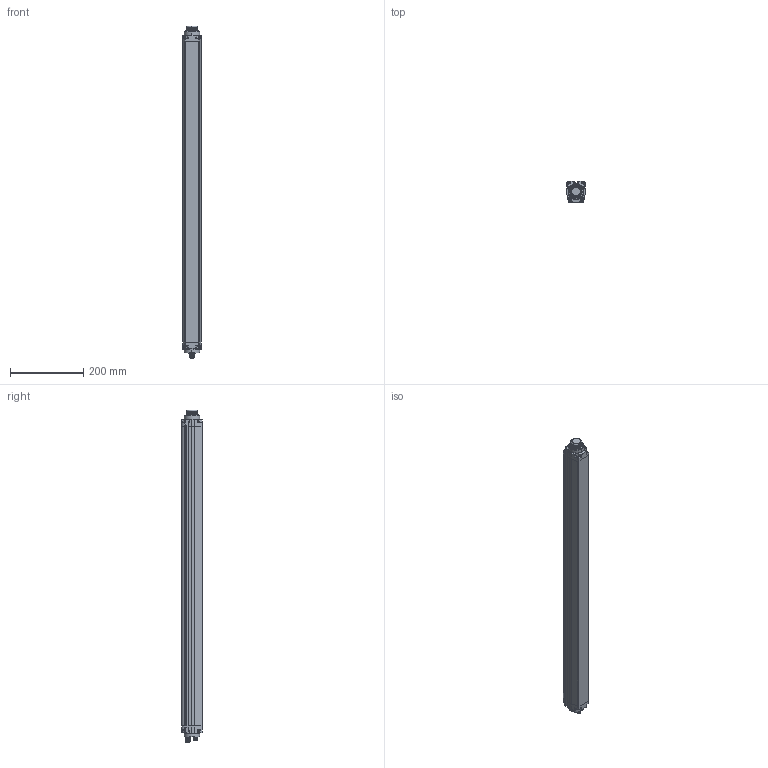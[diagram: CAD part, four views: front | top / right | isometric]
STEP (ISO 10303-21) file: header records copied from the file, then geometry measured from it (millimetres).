
FILE_DESCRIPTION((''),'2;1');
FILE_NAME('204804_ASM','2018-02-21T',('pdmadmin'),('BANNER ENGINEERING'),'CREO PARAMETRIC BY PTC INC, 2016260','CREO PARAMETRIC BY PTC INC, 2016260','');
FILE_SCHEMA(('CONFIG_CONTROL_DESIGN'));
Length unit declared in the file: inch
Products named in the file (21): DATALOGIC_HOUSING_3_400; SGSMA_COVER_2; 41089; 129247_AF35; 129248_AF31; 129249_AF31; 129250_AF31; 129251_AF31; 133481_ASM; 62334; SGS_HEX; SGS_QD_HEX_ASM; 62333; SGSM_Q_RING; SGS_QD_ASM; SGSMA_COVER_ASM; SGS_COVER_Q; SGSMA_COVER_INSERT; M3X5_HEX_BHCS; 803234_ASM; 204804_ASM
Assembly tree (28 placements, depth 6):
  204804_ASM
    803234_ASM
      DATALOGIC_HOUSING_3_400
      SGSMA_COVER_ASM
        SGSMA_COVER_2
        SGS_QD_HEX_ASM
          133481_ASM
            41089
            129247_AF35
            129248_AF31
            129249_AF31
            129250_AF31
            129251_AF31
          62334
          SGS_HEX
        SGS_QD_ASM
          133481_ASM
            41089
            129247_AF35
            129248_AF31
            129249_AF31
            129250_AF31
            129251_AF31
          62333
          SGSM_Q_RING
      SGS_COVER_Q
      SGSMA_COVER_INSERT
      M3X5_HEX_BHCS  x8
Bounding box: 52 x 57 x 909.35 mm (x, y, z)
Volume: 507434.6 mm3; surface area: 409408.8 mm2
Topology: 78 solids, 78 shells, 1743 faces, 4133 edges, 2615 vertices
Faces by surface type: plane 837, cylinder 473, bspline 190, cone 109, torus 75, extrusion 35, sphere 24
Entity records: 59313 total; most frequent: CARTESIAN_POINT 25416, ORIENTED_EDGE 7198, DIRECTION 6557, EDGE_CURVE 3599, AXIS2_PLACEMENT_3D 2366, VERTEX_POINT 2275, VECTOR 1825, LINE 1790
